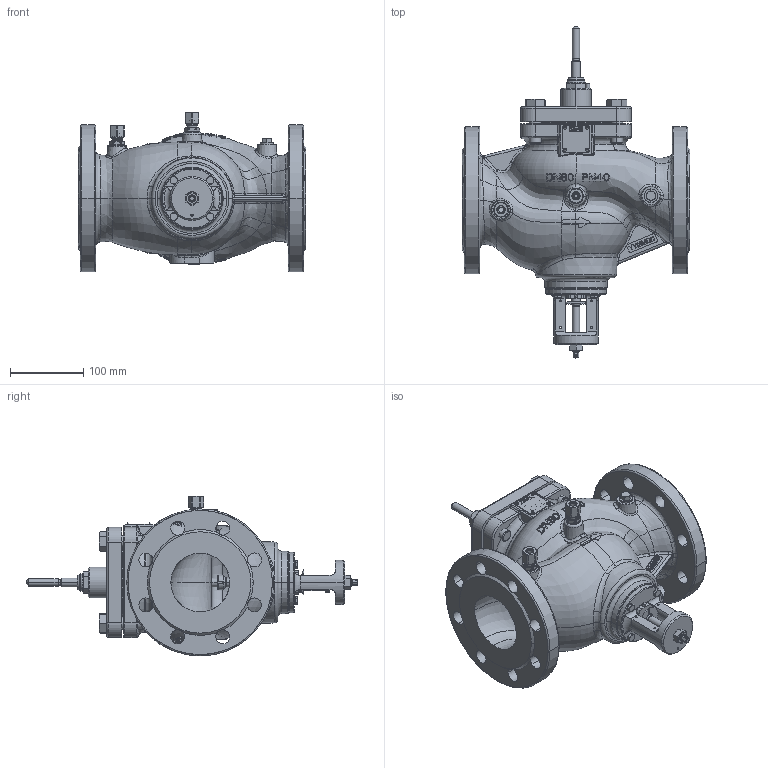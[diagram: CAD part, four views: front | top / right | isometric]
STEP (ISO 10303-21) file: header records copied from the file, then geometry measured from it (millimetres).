
FILE_DESCRIPTION((''),'2;1');
FILE_NAME('065B5585_VFQ22_DN80_PN40_ASM','2023-03-31T17:11:20',('U384264'),('Danfoss'),'CREO PARAMETRIC BY PTC INC, 2022124','CREO PARAMETRIC BY PTC INC, 2022124','');
FILE_SCHEMA(('AUTOMOTIVE_DESIGN { 1 0 10303 214 1 1 1 1 }'));
Products named in the file (25): 88650640_VALVE_B_VFQM_DN80_PN40; 88650850_VALVE_C_VFG_DN80_PN40; 5184024; 88652420_CON_INSERT_DN65-125; 54590640; 88652190_VFG_STEM_DN80; 88654170_VFQ_STEM_DN65-80; 88652800_POINTER_VFQM; 88653900_VFQ_YOKE_DN65-100_MACH; HEX_SCREW_DIN933_M06X18; 88652710_FLOW_SCALE_DN80; 51817881_SCREW_SF_M3X5; 88652300_STUFFING_BOX_DN100_125; 54790650_BUSH_12X14X10; LABEL_PLATE_37X37; 5589607; 51817290_M5_ZATIC; DIN934-M10; 54540510; WALTER_CONNECTION; WALTER_PROFILE_RING; WALTER_CONNECTION_NUT; 8863078_ASM; 188610240; 065B5585_VFQ22_DN80_PN40_ASM
Assembly tree (37 placements, depth 3):
  065B5585_VFQ22_DN80_PN40_ASM
    88650640_VALVE_B_VFQM_DN80_PN40
    88650850_VALVE_C_VFG_DN80_PN40
    5184024  x4
    88652420_CON_INSERT_DN65-125
    54590640
    88652190_VFG_STEM_DN80
    88654170_VFQ_STEM_DN65-80
    88652800_POINTER_VFQM
    88653900_VFQ_YOKE_DN65-100_MACH
    HEX_SCREW_DIN933_M06X18  x4
    88652710_FLOW_SCALE_DN80
    51817881_SCREW_SF_M3X5  x2
    88652300_STUFFING_BOX_DN100_125
    54790650_BUSH_12X14X10
    LABEL_PLATE_37X37
    5589607  x4
    51817290_M5_ZATIC
    DIN934-M10
    54540510  x3
    8863078_ASM  x2
      WALTER_CONNECTION
      WALTER_PROFILE_RING
      WALTER_CONNECTION_NUT
    188610240
Bounding box: 310 x 451.8 x 217.6 mm (x, y, z)
Volume: 4001913.7 mm3; surface area: 667376.8 mm2
Topology: 38 solids, 38 shells, 3816 faces, 9826 edges, 6211 vertices
Faces by surface type: plane 2084, cylinder 619, cone 422, bspline 343, torus 217, extrusion 89, sphere 22, revolution 20
Entity records: 163313 total; most frequent: CARTESIAN_POINT 57814, ORIENTED_EDGE 17528, DIRECTION 14545, EDGE_CURVE 8764, PRESENTATION_STYLE_ASSIGNMENT 7944, STYLED_ITEM 7910, CURVE_STYLE 7639, VERTEX_POINT 5607
